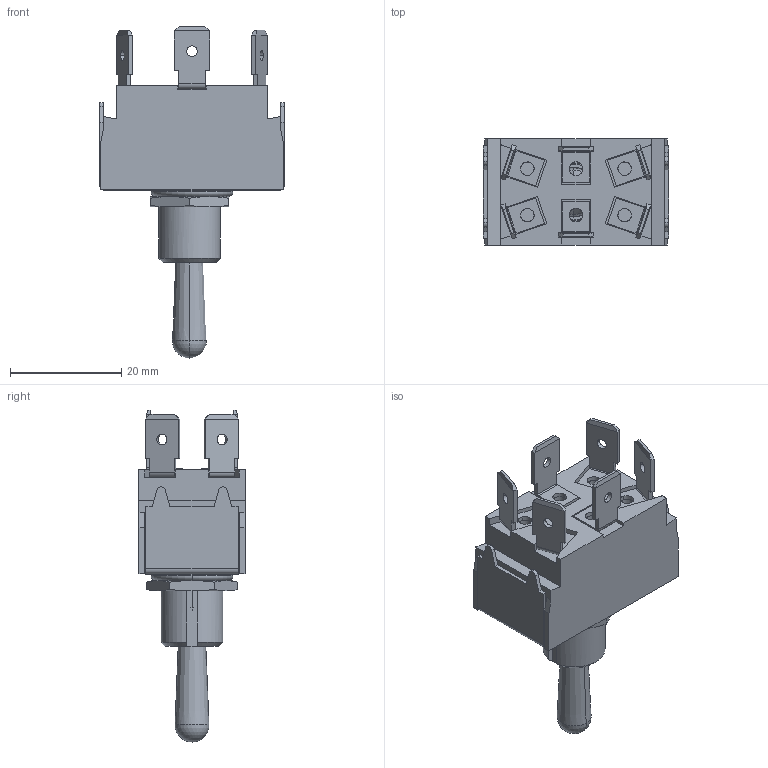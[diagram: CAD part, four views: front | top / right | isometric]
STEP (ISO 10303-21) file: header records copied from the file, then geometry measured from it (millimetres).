
FILE_DESCRIPTION((''),'2;1');
FILE_NAME('GSERIES_BAT_SW0005','2012-03-02T',('tajsmith'),(''),'PRO/ENGINEER BY PARAMETRIC TECHNOLOGY CORPORATION, 2010280','PRO/ENGINEER BY PARAMETRIC TECHNOLOGY CORPORATION, 2010280','');
FILE_SCHEMA(('CONFIG_CONTROL_DESIGN'));
Length unit declared in the file: inch
Products named in the file (1): GSERIES_BAT_SW0005
Bounding box: 33.22 x 19.05 x 59.56 mm (x, y, z)
Volume: 7318.1 mm3; surface area: 9305.8 mm2
Topology: 2 solids, 2 shells, 399 faces, 1033 edges, 639 vertices
Faces by surface type: plane 274, cylinder 92, cone 21, torus 6, sphere 4, bspline 2
Entity records: 12233 total; most frequent: CARTESIAN_POINT 2282, ORIENTED_EDGE 2062, DIRECTION 2058, EDGE_CURVE 1031, VECTOR 734, LINE 734, AXIS2_PLACEMENT_3D 662, VERTEX_POINT 639
